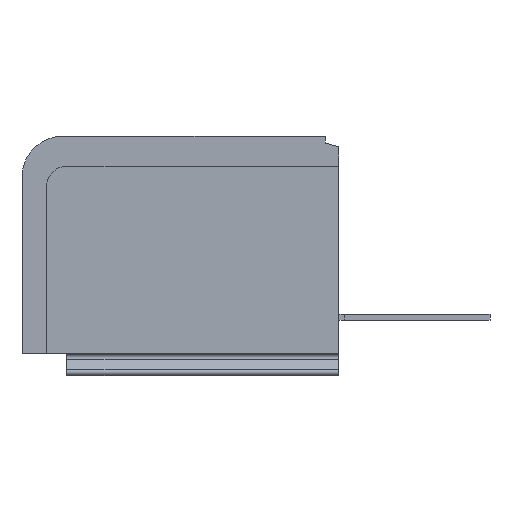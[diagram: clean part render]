
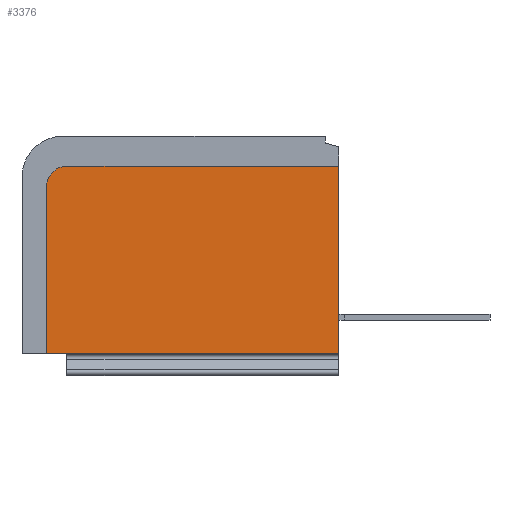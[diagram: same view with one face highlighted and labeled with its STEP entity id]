
A CAD part, left-side view. The second image highlights one B-rep face of the part: STEP entity #3376.
In plain terms, the highlighted planar face has unit normal (-1, 0, 0).
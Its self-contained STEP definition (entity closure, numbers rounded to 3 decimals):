
#155=DIRECTION('',(0.,0.,-1.));
#156=VECTOR('',#155,6.9);
#157=CARTESIAN_POINT('',(-15.5,0.,-1.1));
#158=LINE('',#157,#156);
#285=CARTESIAN_POINT('',(-15.5,10.,-1.85));
#286=DIRECTION('',(-1.,0.,0.));
#287=DIRECTION('',(0.,0.,1.));
#288=AXIS2_PLACEMENT_3D('',#285,#286,#287);
#290=DIRECTION('',(0.,1.,0.));
#291=VECTOR('',#290,10.);
#292=CARTESIAN_POINT('',(-15.5,0.,-1.1));
#293=LINE('',#292,#291);
#294=DIRECTION('',(0.,0.,-1.));
#295=VECTOR('',#294,6.15);
#296=CARTESIAN_POINT('',(-15.5,10.75,-1.85));
#297=LINE('',#296,#295);
#298=DIRECTION('',(0.,1.,0.));
#299=VECTOR('',#298,10.75);
#300=CARTESIAN_POINT('',(-15.5,0.,-8.));
#301=LINE('',#300,#299);
#2457=CARTESIAN_POINT('',(-15.5,0.,-8.));
#2459=VERTEX_POINT('',#2457);
#2467=CARTESIAN_POINT('',(-15.5,0.,-1.1));
#2468=VERTEX_POINT('',#2467);
#2495=CARTESIAN_POINT('',(-15.5,10.75,-8.));
#2496=VERTEX_POINT('',#2495);
#2643=CARTESIAN_POINT('',(-15.5,10.,-1.1));
#2644=CARTESIAN_POINT('',(-15.5,10.75,-1.85));
#2645=VERTEX_POINT('',#2643);
#2646=VERTEX_POINT('',#2644);
#3362=CARTESIAN_POINT('',(-15.5,0.,-1.1));
#3363=DIRECTION('',(-1.,0.,0.));
#3364=DIRECTION('',(0.,0.,-1.));
#3365=AXIS2_PLACEMENT_3D('',#3362,#3363,#3364);
#3366=PLANE('',#3365);
#3367=ORIENTED_EDGE('',*,*,#3353,.F.);
#3368=ORIENTED_EDGE('',*,*,#3343,.F.);
#3369=ORIENTED_EDGE('',*,*,#3234,.T.);
#3371=ORIENTED_EDGE('',*,*,#3370,.T.);
#3373=ORIENTED_EDGE('',*,*,#3372,.F.);
#3374=EDGE_LOOP('',(#3367,#3368,#3369,#3371,#3373));
#3375=FACE_OUTER_BOUND('',#3374,.F.);
#3376=ADVANCED_FACE('',(#3375),#3366,.T.);
#289=CIRCLE('',#288,0.75);
#3234=EDGE_CURVE('',#2468,#2459,#158,.T.);
#3343=EDGE_CURVE('',#2468,#2645,#293,.T.);
#3353=EDGE_CURVE('',#2645,#2646,#289,.T.);
#3370=EDGE_CURVE('',#2459,#2496,#301,.T.);
#3372=EDGE_CURVE('',#2646,#2496,#297,.T.);
